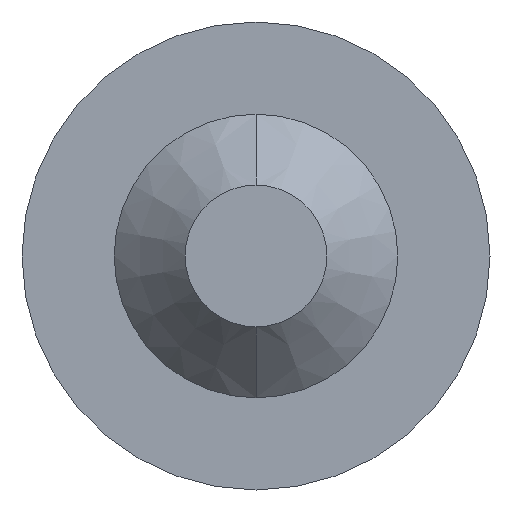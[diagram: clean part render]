
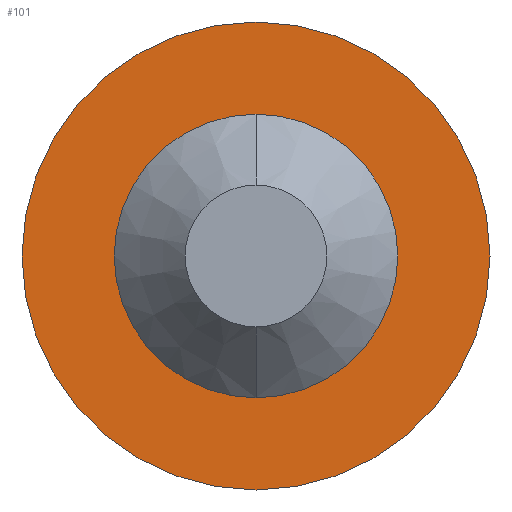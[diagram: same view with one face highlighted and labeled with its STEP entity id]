
A CAD part, front view. The second image highlights one B-rep face of the part: STEP entity #101.
In plain terms, the highlighted planar face has unit normal (0, -1, 0).
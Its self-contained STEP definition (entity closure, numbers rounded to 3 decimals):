
#14 = AXIS2_PLACEMENT_3D ( 'NONE', #22, #476, #306 ) ;
#22 = CARTESIAN_POINT ( 'NONE',  ( 0., 0., 0. ) ) ;
#29 = EDGE_CURVE ( 'NONE', #400, #161, #133, .T. ) ;
#35 = DIRECTION ( 'NONE',  ( 0., 0., -1. ) ) ;
#36 = AXIS2_PLACEMENT_3D ( 'NONE', #208, #211, #569 ) ;
#41 = CIRCLE ( 'NONE', #136, 1.65 ) ;
#64 = EDGE_CURVE ( 'NONE', #474, #81, #225, .T. ) ;
#81 = VERTEX_POINT ( 'NONE', #163 ) ;
#93 = EDGE_CURVE ( 'NONE', #81, #474, #41, .T. ) ;
#101 = ADVANCED_FACE ( 'NONE', ( #517, #375 ), #167, .T. ) ;
#109 = CARTESIAN_POINT ( 'NONE',  ( 0., 0., 1.65 ) ) ;
#111 = EDGE_LOOP ( 'NONE', ( #292, #499 ) ) ;
#133 = CIRCLE ( 'NONE', #14, 1. ) ;
#136 = AXIS2_PLACEMENT_3D ( 'NONE', #308, #487, #530 ) ;
#145 = CARTESIAN_POINT ( 'NONE',  ( 0., 0., -1. ) ) ;
#161 = VERTEX_POINT ( 'NONE', #219 ) ;
#162 = DIRECTION ( 'NONE',  ( 0., -1., 0. ) ) ;
#163 = CARTESIAN_POINT ( 'NONE',  ( 0., 0., -1.65 ) ) ;
#167 = PLANE ( 'NONE',  #310 ) ;
#208 = CARTESIAN_POINT ( 'NONE',  ( 0., 0., 0. ) ) ;
#211 = DIRECTION ( 'NONE',  ( 0., -1., 0. ) ) ;
#219 = CARTESIAN_POINT ( 'NONE',  ( 0., 0., 1. ) ) ;
#225 = CIRCLE ( 'NONE', #36, 1.65 ) ;
#237 = AXIS2_PLACEMENT_3D ( 'NONE', #491, #580, #253 ) ;
#241 = EDGE_LOOP ( 'NONE', ( #443, #345 ) ) ;
#248 = CARTESIAN_POINT ( 'NONE',  ( 0., 0., 0. ) ) ;
#253 = DIRECTION ( 'NONE',  ( 0., 0., 1. ) ) ;
#258 = EDGE_CURVE ( 'NONE', #161, #400, #349, .T. ) ;
#292 = ORIENTED_EDGE ( 'NONE', *, *, #258, .T. ) ;
#306 = DIRECTION ( 'NONE',  ( 0., 0., 1. ) ) ;
#308 = CARTESIAN_POINT ( 'NONE',  ( 0., 0., 0. ) ) ;
#310 = AXIS2_PLACEMENT_3D ( 'NONE', #248, #162, #35 ) ;
#345 = ORIENTED_EDGE ( 'NONE', *, *, #64, .T. ) ;
#349 = CIRCLE ( 'NONE', #237, 1. ) ;
#375 = FACE_OUTER_BOUND ( 'NONE', #241, .T. ) ;
#400 = VERTEX_POINT ( 'NONE', #145 ) ;
#443 = ORIENTED_EDGE ( 'NONE', *, *, #93, .T. ) ;
#474 = VERTEX_POINT ( 'NONE', #109 ) ;
#476 = DIRECTION ( 'NONE',  ( 0., 1., 0. ) ) ;
#487 = DIRECTION ( 'NONE',  ( 0., -1., 0. ) ) ;
#491 = CARTESIAN_POINT ( 'NONE',  ( 0., 0., 0. ) ) ;
#499 = ORIENTED_EDGE ( 'NONE', *, *, #29, .T. ) ;
#517 = FACE_BOUND ( 'NONE', #111, .T. ) ;
#530 = DIRECTION ( 'NONE',  ( 0., 0., -1. ) ) ;
#569 = DIRECTION ( 'NONE',  ( 0., 0., -1. ) ) ;
#580 = DIRECTION ( 'NONE',  ( 0., 1., 0. ) ) ;
